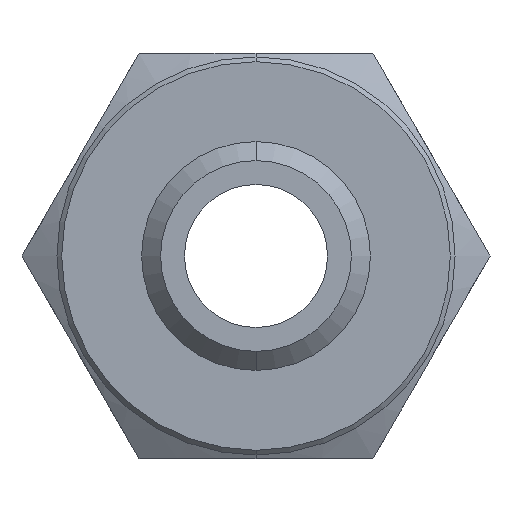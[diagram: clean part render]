
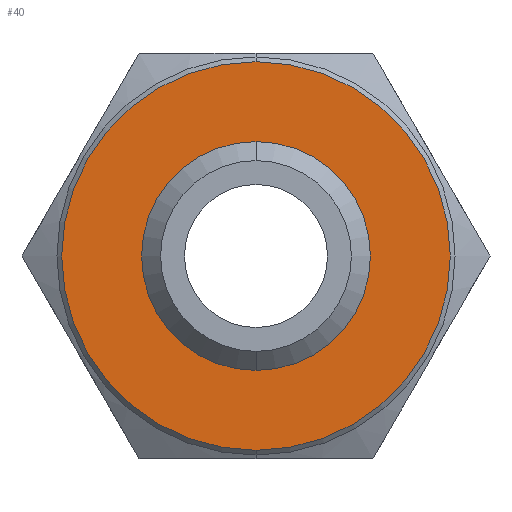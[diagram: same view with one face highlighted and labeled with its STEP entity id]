
A CAD part, front view. The second image highlights one B-rep face of the part: STEP entity #40.
In plain terms, the highlighted planar face has unit normal (0, -1, 0).
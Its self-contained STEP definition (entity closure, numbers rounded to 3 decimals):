
#37 = EDGE_CURVE ( 'NONE', #193, #192, #488, .T. ) ;
#40 = ADVANCED_FACE ( 'NONE', ( #447, #480 ), #479, .T. ) ;
#41 = EDGE_LOOP ( 'NONE', ( #42, #44 ) ) ;
#42 = ORIENTED_EDGE ( 'NONE', *, *, #43, .T. ) ;
#43 = EDGE_CURVE ( 'NONE', #179, #178, #486, .T. ) ;
#44 = ORIENTED_EDGE ( 'NONE', *, *, #430, .T. ) ;
#147 = EDGE_LOOP ( 'NONE', ( #406, #410 ) ) ;
#178 = VERTEX_POINT ( 'NONE', #561 ) ;
#179 = VERTEX_POINT ( 'NONE', #560 ) ;
#191 = EDGE_CURVE ( 'NONE', #192, #193, #804, .T. ) ;
#192 = VERTEX_POINT ( 'NONE', #799 ) ;
#193 = VERTEX_POINT ( 'NONE', #798 ) ;
#406 = ORIENTED_EDGE ( 'NONE', *, *, #191, .F. ) ;
#410 = ORIENTED_EDGE ( 'NONE', *, *, #37, .F. ) ;
#430 = EDGE_CURVE ( 'NONE', #178, #179, #1058, .T. ) ;
#446 = AXIS2_PLACEMENT_3D ( 'NONE', #483, #482, #481 ) ;
#447 = FACE_OUTER_BOUND ( 'NONE', #41, .T. ) ;
#452 = DIRECTION ( 'NONE',  ( 0., 0., -1. ) ) ;
#479 = PLANE ( 'NONE',  #513 ) ;
#480 = FACE_BOUND ( 'NONE', #147, .T. ) ;
#481 = DIRECTION ( 'NONE',  ( 0., 0., -1. ) ) ;
#482 = DIRECTION ( 'NONE',  ( 0., -1., 0. ) ) ;
#483 = CARTESIAN_POINT ( 'NONE',  ( 0., 6., 0. ) ) ;
#484 = DIRECTION ( 'NONE',  ( 0., -1., 0. ) ) ;
#485 = AXIS2_PLACEMENT_3D ( 'NONE', #514, #484, #452 ) ;
#486 = CIRCLE ( 'NONE', #485, 8.15 ) ;
#487 = DIRECTION ( 'NONE',  ( 0., 0., -1. ) ) ;
#488 = CIRCLE ( 'NONE', #446, 4.8 ) ;
#511 = DIRECTION ( 'NONE',  ( 0., -1., 0. ) ) ;
#512 = CARTESIAN_POINT ( 'NONE',  ( 8.15, 6., 0. ) ) ;
#513 = AXIS2_PLACEMENT_3D ( 'NONE', #512, #511, #487 ) ;
#514 = CARTESIAN_POINT ( 'NONE',  ( 0., 6., 0. ) ) ;
#560 = CARTESIAN_POINT ( 'NONE',  ( 0., 6., 8.15 ) ) ;
#561 = CARTESIAN_POINT ( 'NONE',  ( 0., 6., -8.15 ) ) ;
#798 = CARTESIAN_POINT ( 'NONE',  ( 0., 6., 4.8 ) ) ;
#799 = CARTESIAN_POINT ( 'NONE',  ( 0., 6., -4.8 ) ) ;
#800 = DIRECTION ( 'NONE',  ( 0., 0., -1. ) ) ;
#801 = DIRECTION ( 'NONE',  ( 0., -1., 0. ) ) ;
#802 = CARTESIAN_POINT ( 'NONE',  ( 0., 6., 0. ) ) ;
#803 = AXIS2_PLACEMENT_3D ( 'NONE', #802, #801, #800 ) ;
#804 = CIRCLE ( 'NONE', #803, 4.8 ) ;
#1015 = CARTESIAN_POINT ( 'NONE',  ( 0., 6., 0. ) ) ;
#1055 = DIRECTION ( 'NONE',  ( 0., 0., -1. ) ) ;
#1056 = DIRECTION ( 'NONE',  ( 0., -1., 0. ) ) ;
#1057 = AXIS2_PLACEMENT_3D ( 'NONE', #1015, #1056, #1055 ) ;
#1058 = CIRCLE ( 'NONE', #1057, 8.15 ) ;
